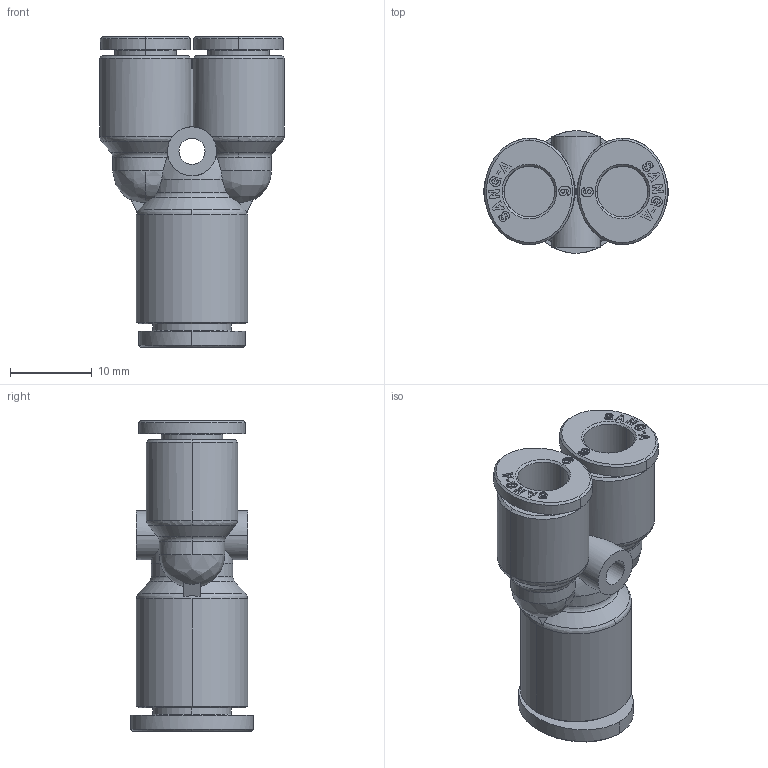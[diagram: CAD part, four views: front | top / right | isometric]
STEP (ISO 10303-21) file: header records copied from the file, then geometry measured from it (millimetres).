
FILE_DESCRIPTION (( 'STEP AP214' ), '1' );
FILE_NAME ('PW08-06.stp', '2015-08-20T09:05:21', ( '' ), ( '' ), 'SwSTEP 2.0', 'SolidWorks 2015', '' );
FILE_SCHEMA (( 'AUTOMOTIVE_DESIGN' ));
Length unit declared in the file: millimetre
Products named in the file (2): ｦ+ﾃｦ1; PW08-06
Assembly tree (1 placements, depth 2):
  PW08-06
    ｦ+ﾃｦ1
Bounding box: 22.6 x 15 x 38.05 mm (x, y, z)
Volume: 4209.3 mm3; surface area: 4083.6 mm2
Topology: 1 solids, 1 shells, 873 faces, 2459 edges, 1633 vertices
Faces by surface type: plane 684, bspline 108, cylinder 55, cone 19, torus 7
Entity records: 32065 total; most frequent: CARTESIAN_POINT 9695, ORIENTED_EDGE 4918, DIRECTION 3870, EDGE_CURVE 2459, LINE 2004, VECTOR 2004, VERTEX_POINT 1633, AXIS2_PLACEMENT_3D 933
